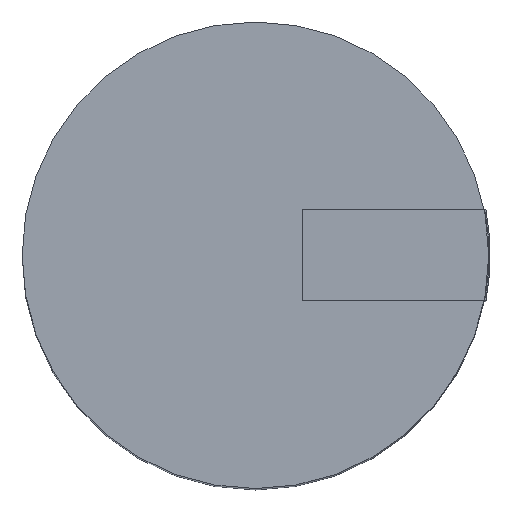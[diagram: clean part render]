
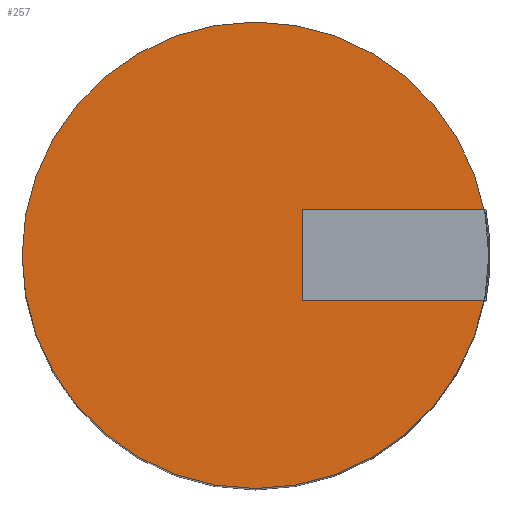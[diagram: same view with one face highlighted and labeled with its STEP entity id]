
A CAD part, top view. The second image highlights one B-rep face of the part: STEP entity #257.
In plain terms, the highlighted planar face has unit normal (0, 0, 1).
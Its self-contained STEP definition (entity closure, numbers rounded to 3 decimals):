
#41 = DIRECTION ( 'NONE',  ( 1., 0., 0. ) ) ;
#47 = PLANE ( 'NONE',  #445 ) ;
#89 = CARTESIAN_POINT ( 'NONE',  ( 2.5, 0., 17.501 ) ) ;
#107 = EDGE_LOOP ( 'NONE', ( #509, #555 ) ) ;
#136 = CARTESIAN_POINT ( 'NONE',  ( -2.504, 0., 17.501 ) ) ;
#138 = DIRECTION ( 'NONE',  ( 0., 0., 1. ) ) ;
#183 = AXIS2_PLACEMENT_3D ( 'NONE', #89, #584, #41 ) ;
#189 = CIRCLE ( 'NONE', #328, 5.004 ) ;
#225 = DIRECTION ( 'NONE',  ( 0., 0., 1. ) ) ;
#249 = VERTEX_POINT ( 'NONE', #321 ) ;
#257 = ADVANCED_FACE ( 'NONE', ( #541 ), #47, .T. ) ;
#269 = CIRCLE ( 'NONE', #183, 5.004 ) ;
#321 = CARTESIAN_POINT ( 'NONE',  ( 7.504, 0., 17.501 ) ) ;
#328 = AXIS2_PLACEMENT_3D ( 'NONE', #412, #225, #545 ) ;
#359 = EDGE_CURVE ( 'NONE', #528, #249, #269, .T. ) ;
#412 = CARTESIAN_POINT ( 'NONE',  ( 2.5, 0., 17.501 ) ) ;
#445 = AXIS2_PLACEMENT_3D ( 'NONE', #502, #138, #455 ) ;
#455 = DIRECTION ( 'NONE',  ( 1., 0., 0. ) ) ;
#502 = CARTESIAN_POINT ( 'NONE',  ( 2.5, 0., 17.501 ) ) ;
#509 = ORIENTED_EDGE ( 'NONE', *, *, #527, .T. ) ;
#527 = EDGE_CURVE ( 'NONE', #249, #528, #189, .T. ) ;
#528 = VERTEX_POINT ( 'NONE', #136 ) ;
#541 = FACE_OUTER_BOUND ( 'NONE', #107, .T. ) ;
#545 = DIRECTION ( 'NONE',  ( 1., 0., 0. ) ) ;
#555 = ORIENTED_EDGE ( 'NONE', *, *, #359, .T. ) ;
#584 = DIRECTION ( 'NONE',  ( 0., 0., 1. ) ) ;
